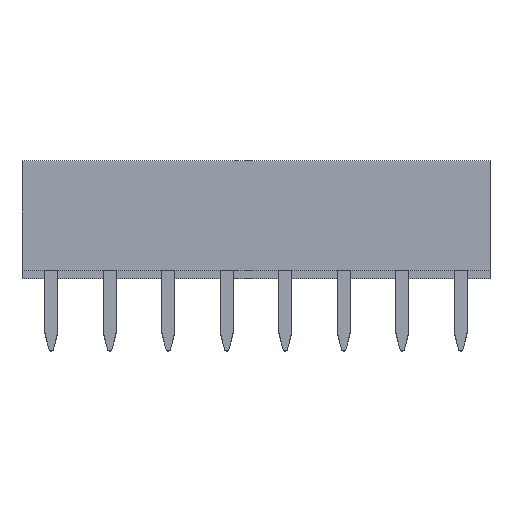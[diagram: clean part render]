
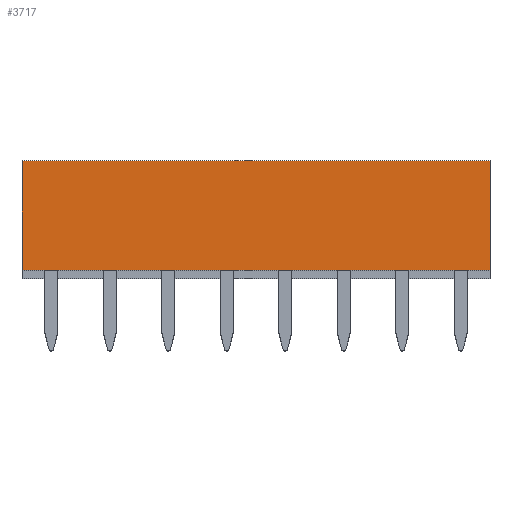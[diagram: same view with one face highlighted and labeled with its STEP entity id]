
A CAD part, top view. The second image highlights one B-rep face of the part: STEP entity #3717.
In plain terms, the highlighted planar face has unit normal (0, 0, 1).
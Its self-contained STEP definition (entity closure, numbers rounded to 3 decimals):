
#3717=ADVANCED_FACE('',(#9869),#9870,.T.);
#7865=VERTEX_POINT('',#14132);
#7869=VERTEX_POINT('',#14136);
#7871=EDGE_CURVE('',#7869,#7865,#14138,.T.);
#7875=VERTEX_POINT('',#14142);
#7877=EDGE_CURVE('',#7865,#7875,#14144,.T.);
#7879=VERTEX_POINT('',#14146);
#7881=EDGE_CURVE('',#7879,#7875,#14148,.T.);
#7883=EDGE_CURVE('',#7879,#7869,#14150,.T.);
#9869=FACE_OUTER_BOUND('',#16142,.T.);
#9870=PLANE('',#16143);
#14132=CARTESIAN_POINT('',(-10.16,1.,5.08));
#14136=CARTESIAN_POINT('',(10.16,1.,5.08));
#14138=LINE('',#22651,#22652);
#14142=CARTESIAN_POINT('',(-10.16,-3.75,5.08));
#14144=LINE('',#22661,#22662);
#14146=CARTESIAN_POINT('',(10.16,-3.75,5.08));
#14148=LINE('',#22667,#22668);
#14150=LINE('',#22671,#22672);
#16142=EDGE_LOOP('',(#27810,#27811,#27812,#27813));
#16143=AXIS2_PLACEMENT_3D('',#27814,#27815,#27816);
#22651=CARTESIAN_POINT('',(10.16,1.,5.08));
#22652=VECTOR('',#30174,1.0);
#22661=CARTESIAN_POINT('',(-10.16,-3.75,5.08));
#22662=VECTOR('',#30176,1.0);
#22667=CARTESIAN_POINT('',(10.16,-3.75,5.08));
#22668=VECTOR('',#30177,1.0);
#22671=CARTESIAN_POINT('',(10.16,-3.75,5.08));
#22672=VECTOR('',#30178,1.0);
#27810=ORIENTED_EDGE('',*,*,#7877,.T.);
#27811=ORIENTED_EDGE('',*,*,#7881,.F.);
#27812=ORIENTED_EDGE('',*,*,#7883,.T.);
#27813=ORIENTED_EDGE('',*,*,#7871,.T.);
#27814=CARTESIAN_POINT('',(10.16,1.,5.08));
#27815=DIRECTION('',(0.,0.,1.0));
#27816=DIRECTION('',(1.0,0.,0.0));
#30174=DIRECTION('',(-1.0,0.0,0.));
#30176=DIRECTION('',(0.,-1.0,0.));
#30177=DIRECTION('',(-1.0,0.0,0.));
#30178=DIRECTION('',(0.,1.0,0.));
